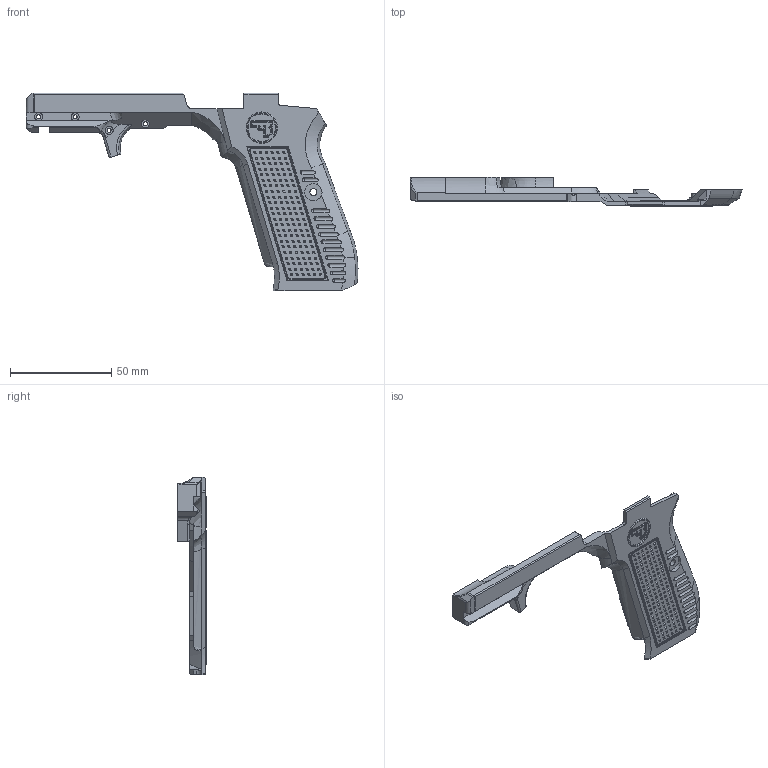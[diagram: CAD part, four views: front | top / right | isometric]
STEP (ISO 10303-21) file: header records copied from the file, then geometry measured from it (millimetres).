
FILE_DESCRIPTION(/* description */ ('baseBody_CZ82'),/* implementation_level */ '2;1');
FILE_NAME(/* name */ 'CZ82_standardGripLeft_NATO_slim',/* time_stamp */ '2023-09-18T17:25:27-04:00',/* author */ ('George'),/* organization */ ('Archive 663'),/* preprocessor_version */ 'ST-DEVELOPER v16.7',/* originating_system */ 'Solid Edge',/* authorisation */ 'Unknown');
FILE_SCHEMA (('AUTOMOTIVE_DESIGN {1 0 10303 214 3 1 1}'));
Length unit declared in the file: millimetre
Products named in the file (1): CZ82_standardGripLeft_NATO_slim
Bounding box: 164.02 x 14.2 x 97.75 mm (x, y, z)
Volume: 19910.6 mm3; surface area: 16761.4 mm2
Topology: 1 solids, 1 shells, 1609 faces, 3780 edges, 2304 vertices
Faces by surface type: plane 1385, cylinder 126, bspline 45, torus 36, sphere 12, cone 5
Full cylindrical faces by diameter (mm): 2 x4, 3.5 x1, 4 x4, 8.5 x1, 15.531 x1
Entity records: 46377 total; most frequent: CARTESIAN_POINT 10273, ORIENTED_EDGE 7448, DIRECTION 7015, EDGE_CURVE 3724, LINE 3243, VECTOR 3243, VERTEX_POINT 2280, AXIS2_PLACEMENT_3D 1886
